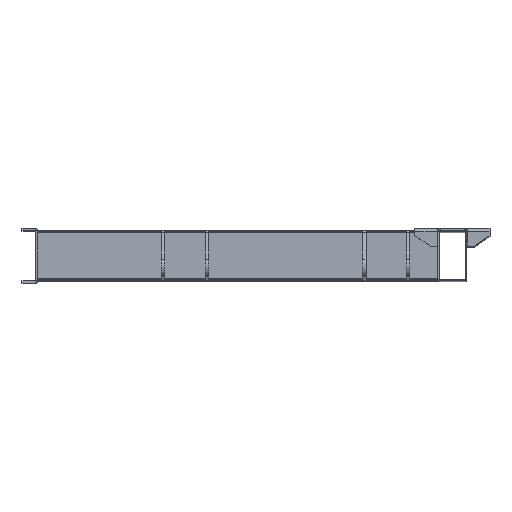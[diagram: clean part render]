
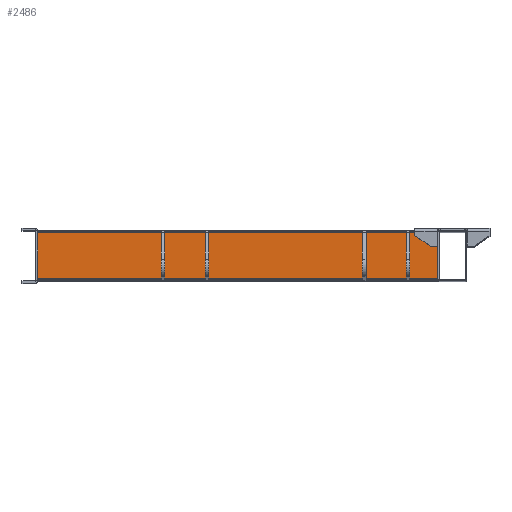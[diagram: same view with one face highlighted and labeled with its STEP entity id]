
A CAD part, top view. The second image highlights one B-rep face of the part: STEP entity #2486.
In plain terms, the highlighted planar face has unit normal (0, 0, 1).
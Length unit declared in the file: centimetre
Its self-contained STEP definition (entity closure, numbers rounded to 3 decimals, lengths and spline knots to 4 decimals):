
#159=PLANE('',#2658);
#262=FACE_OUTER_BOUND('',#411,.T.);
#411=EDGE_LOOP('',(#1816,#1817,#1818,#1819));
#699=LINE('',#3767,#943);
#700=LINE('',#3769,#944);
#701=LINE('',#3771,#945);
#702=LINE('',#3772,#946);
#943=VECTOR('',#2994,6.5);
#944=VECTOR('',#2995,55.7);
#945=VECTOR('',#2996,6.5);
#946=VECTOR('',#2997,55.7);
#1186=VERTEX_POINT('',#3765);
#1187=VERTEX_POINT('',#3766);
#1188=VERTEX_POINT('',#3768);
#1189=VERTEX_POINT('',#3770);
#1423=EDGE_CURVE('',#1186,#1187,#699,.T.);
#1424=EDGE_CURVE('',#1187,#1188,#700,.T.);
#1425=EDGE_CURVE('',#1189,#1188,#701,.T.);
#1426=EDGE_CURVE('',#1189,#1186,#702,.T.);
#1816=ORIENTED_EDGE('',*,*,#1423,.T.);
#1817=ORIENTED_EDGE('',*,*,#1424,.T.);
#1818=ORIENTED_EDGE('',*,*,#1425,.F.);
#1819=ORIENTED_EDGE('',*,*,#1426,.T.);
#2486=ADVANCED_FACE('',(#262),#159,.T.);
#2658=AXIS2_PLACEMENT_3D('',#3764,#2992,#2993);
#2992=DIRECTION('center_axis',(0.,0.,1.));
#2993=DIRECTION('ref_axis',(0.,1.,0.));
#2994=DIRECTION('',(0.,1.,0.));
#2995=DIRECTION('',(-1.,0.,0.));
#2996=DIRECTION('',(0.,1.,0.));
#2997=DIRECTION('',(1.,0.,0.));
#3764=CARTESIAN_POINT('Origin',(206.15,-3.25,29.));
#3765=CARTESIAN_POINT('',(206.15,-3.25,29.));
#3766=CARTESIAN_POINT('',(206.15,3.25,29.));
#3767=CARTESIAN_POINT('',(206.15,-3.25,29.));
#3768=CARTESIAN_POINT('',(150.45,3.25,29.));
#3769=CARTESIAN_POINT('',(206.15,3.25,29.));
#3770=CARTESIAN_POINT('',(150.45,-3.25,29.));
#3771=CARTESIAN_POINT('',(150.45,-3.25,29.));
#3772=CARTESIAN_POINT('',(150.45,-3.25,29.));
